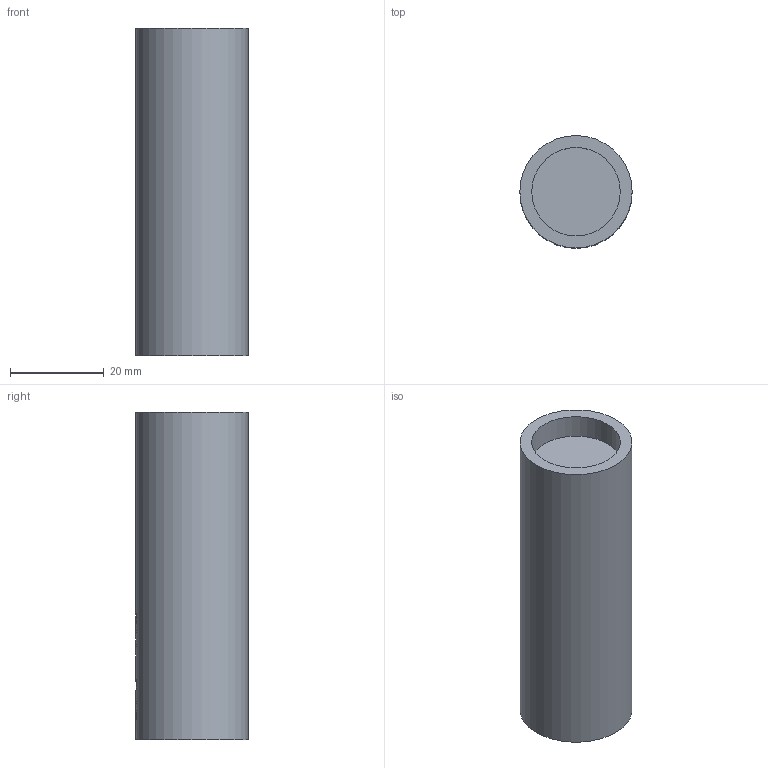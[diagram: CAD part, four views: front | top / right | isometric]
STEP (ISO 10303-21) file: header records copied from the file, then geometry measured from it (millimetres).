
FILE_DESCRIPTION(/* description */ (''),/* implementation_level */ '2;1');
FILE_NAME(/* name */ 'Estes C11 - D12.stp',/* time_stamp */ '2014-06-14T17:02:37-04:00',/* author */ ('swile'),/* organization */ (''),/* preprocessor_version */ 'ST-DEVELOPER v15.2',/* originating_system */ 'Autodesk Inventor 2014',/* authorisation */ '');
FILE_SCHEMA (('AUTOMOTIVE_DESIGN { 1 0 10303 214 3 1 1 }'));
Length unit declared in the file: millimetre
Products named in the file (1): Estes C11 - D12
Bounding box: 24 x 24 x 70 mm (x, y, z)
Volume: 28700.3 mm3; surface area: 6820.7 mm2
Topology: 1 solids, 1 shells, 18 faces, 107 edges, 100 vertices
Faces by surface type: cylinder 11, plane 3, cone 2, sphere 1, torus 1
Full cylindrical faces by diameter (mm): 18.92 x1, 19.05 x1, 24 x1
Entity records: 5783 total; most frequent: CARTESIAN_POINT 5034, ORIENTED_EDGE 194, VERTEX_POINT 97, EDGE_CURVE 97, B_SPLINE_CURVE_WITH_KNOTS 75, DIRECTION 75, EDGE_LOOP 34, AXIS2_PLACEMENT_3D 34
